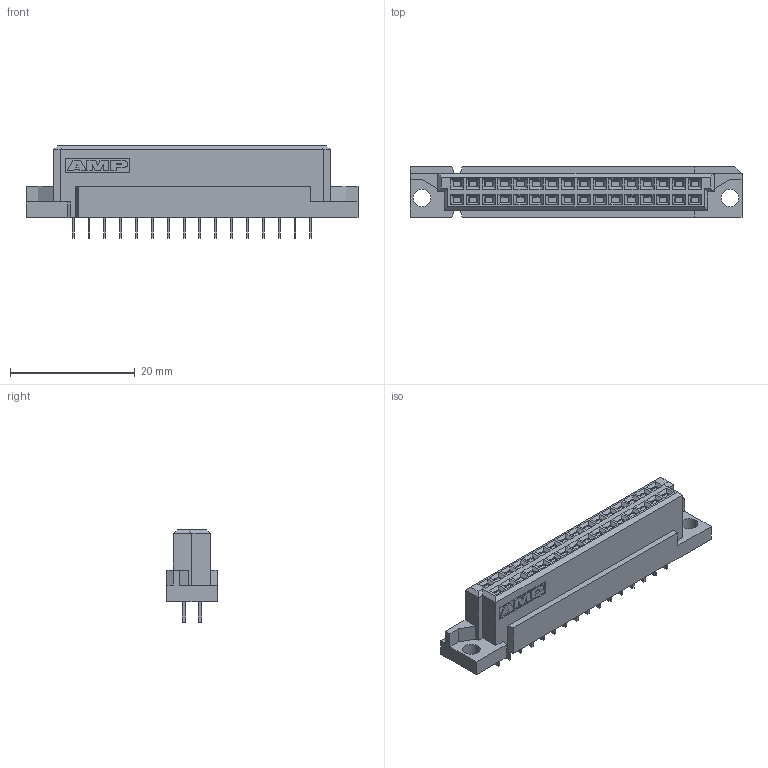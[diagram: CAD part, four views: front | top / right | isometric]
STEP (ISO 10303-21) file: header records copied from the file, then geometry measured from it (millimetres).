
FILE_DESCRIPTION(('STEP AP242'),'1');
FILE_NAME('5536446-5.stp','2023-09-25T13:27:51',('TraceParts'),('TraceParts S.A.'),'Spatial InterOp 3D',' ',' ');
FILE_SCHEMA(('AP242_MANAGED_MODEL_BASED_3D_ENGINEERING_MIM_LF {1 0 10303 442 1 1 4}'));
Length unit declared in the file: millimetre
Products named in the file (1): 5536446-5
Bounding box: 53.22 x 8.05 x 14.8 mm (x, y, z)
Volume: 3546.6 mm3; surface area: 2387.1 mm2
Topology: 1 solids, 1 shells, 784 faces, 1993 edges, 1326 vertices
Faces by surface type: plane 776, cylinder 6, extrusion 2
Entity records: 23212 total; most frequent: CARTESIAN_POINT 4176, ORIENTED_EDGE 3986, DIRECTION 3569, EDGE_CURVE 1993, VECTOR 1979, LINE 1977, VERTEX_POINT 1326, EDGE_LOOP 903
